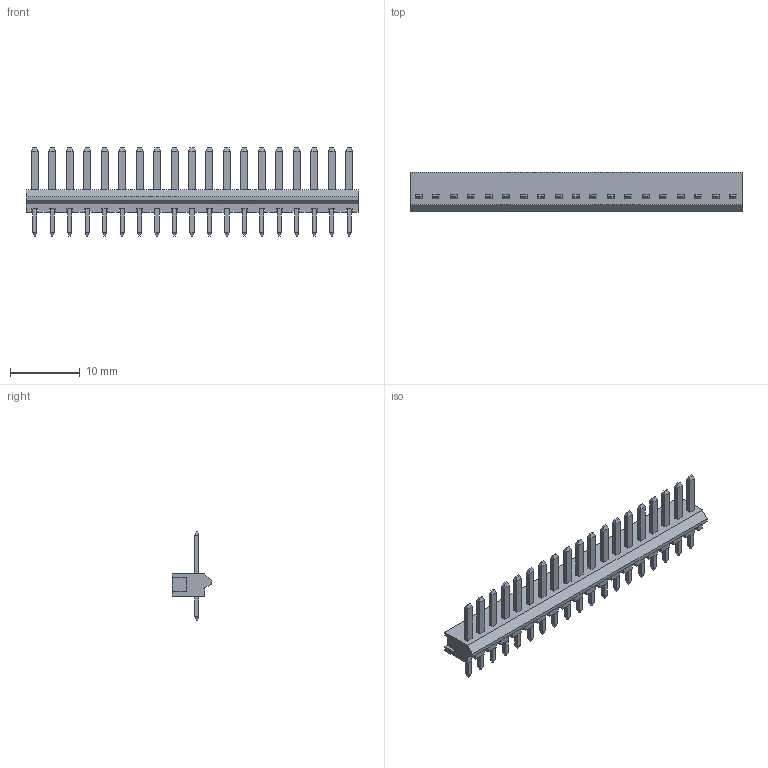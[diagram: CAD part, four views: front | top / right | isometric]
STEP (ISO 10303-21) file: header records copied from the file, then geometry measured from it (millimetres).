
FILE_DESCRIPTION(('FreeCAD Model'),'2;1');
FILE_NAME('Open CASCADE Shape Model','2021-07-29T09:55:02',( 'kicad StepUp'),('ksu MCAD'),'Open CASCADE STEP processor 7.4', 'FreeCAD','Unknown');
FILE_SCHEMA(('AUTOMOTIVE_DESIGN { 1 0 10303 214 1 1 1 1 }'));
Length unit declared in the file: millimetre
Products named in the file (1): JST_NH_B19P-SHF-1AA_1x19_P2.50mm_Vertical.copy
Bounding box: 47.5 x 5.6 x 12.6 mm (x, y, z)
Volume: 738.4 mm3; surface area: 1665.8 mm2
Topology: 39 solids, 39 shells, 563 faces, 1249 edges, 782 vertices
Faces by surface type: plane 411, bspline 152
Entity records: 34243 total; most frequent: CARTESIAN_POINT 6781, DIRECTION 3339, LINE 2515, VECTOR 2515, ORIENTED_EDGE 2498, PCURVE 2498, DEFINITIONAL_REPRESENTATION 2498, EDGE_CURVE 1249
